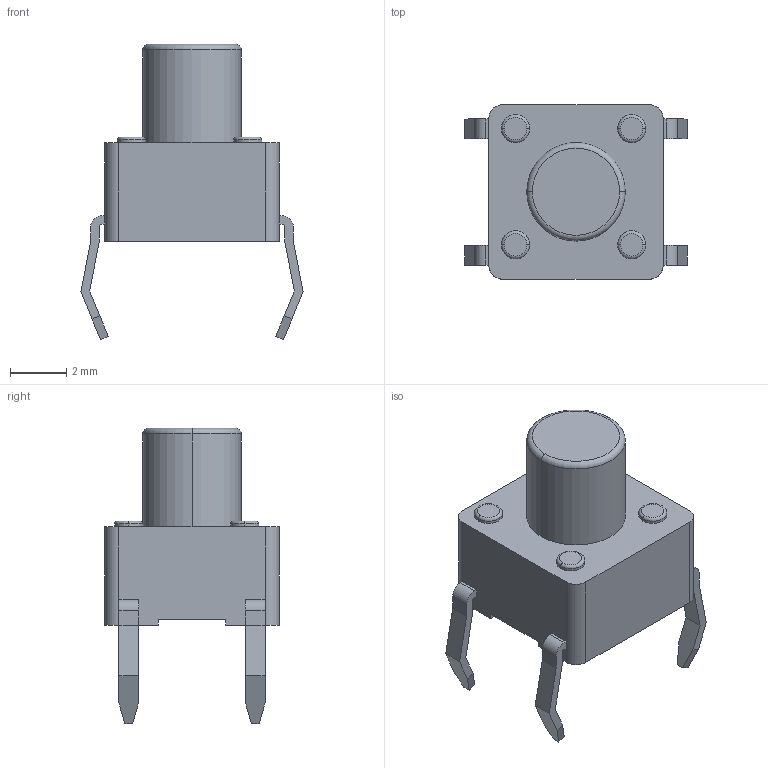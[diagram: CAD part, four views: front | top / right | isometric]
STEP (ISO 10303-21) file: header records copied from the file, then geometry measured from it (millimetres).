
FILE_DESCRIPTION (( 'STEP AP214' ), '1' );
FILE_NAME ('User Library-SW-TACTILE-X6Y6H3.STEP', '2017-03-26T13:04:16', ( 'Windows User' ), ( '' ), 'SwSTEP 2.0', 'SolidWorks 2017', '' );
FILE_SCHEMA (( 'AUTOMOTIVE_DESIGN' ));
Length unit declared in the file: millimetre
Products named in the file (1): User Library-SW-TACTILE-X6Y6H3
Bounding box: 7.9 x 6.2 x 10.5 mm (x, y, z)
Volume: 168.7 mm3; surface area: 236.3 mm2
Topology: 1 solids, 1 shells, 99 faces, 258 edges, 166 vertices
Faces by surface type: plane 67, cylinder 22, torus 10
Entity records: 3453 total; most frequent: CARTESIAN_POINT 524, DIRECTION 522, ORIENTED_EDGE 516, EDGE_CURVE 258, LINE 194, VECTOR 194, VERTEX_POINT 166, AXIS2_PLACEMENT_3D 164
